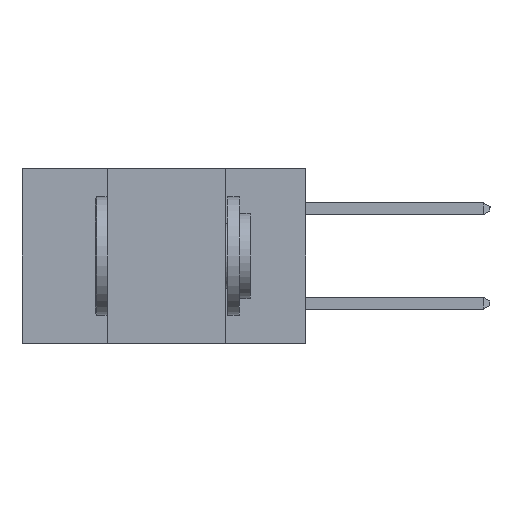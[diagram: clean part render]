
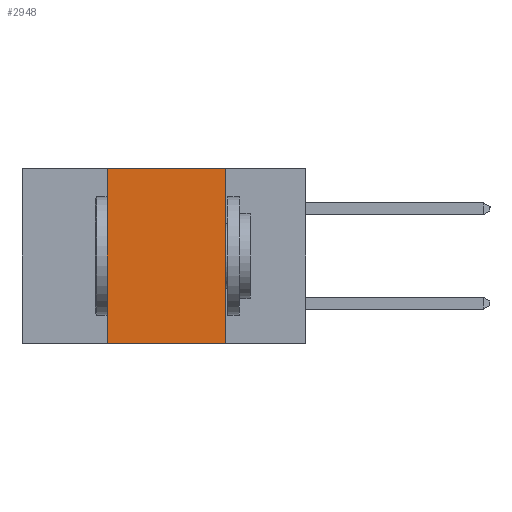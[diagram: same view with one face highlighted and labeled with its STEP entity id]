
A CAD part, left-side view. The second image highlights one B-rep face of the part: STEP entity #2948.
In plain terms, the highlighted planar face has unit normal (-1, 0, 0).
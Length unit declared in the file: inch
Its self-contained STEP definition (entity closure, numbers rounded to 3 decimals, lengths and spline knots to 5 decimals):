
#374 = PLANE ( 'NONE',  #19080 ) ;
#826 = VECTOR ( 'NONE', #9316, 39.37008 ) ;
#1496 = VECTOR ( 'NONE', #9162, 39.37008 ) ;
#2948 = ADVANCED_FACE ( 'NONE', ( #5570 ), #374, .F. ) ;
#3097 = LINE ( 'NONE', #3205, #15363 ) ;
#3205 = CARTESIAN_POINT ( 'NONE',  ( 0., 0.17, -0.37 ) ) ;
#4518 = ORIENTED_EDGE ( 'NONE', *, *, #4829, .T. ) ;
#4661 = VERTEX_POINT ( 'NONE', #19947 ) ;
#4794 = CARTESIAN_POINT ( 'NONE',  ( 0., 0.17, 0. ) ) ;
#4829 = EDGE_CURVE ( 'NONE', #15578, #4661, #11184, .T. ) ;
#5570 = FACE_OUTER_BOUND ( 'NONE', #9971, .T. ) ;
#7036 = EDGE_CURVE ( 'NONE', #16074, #13780, #15525, .T. ) ;
#9067 = LINE ( 'NONE', #15469, #1496 ) ;
#9162 = DIRECTION ( 'NONE',  ( 0., 0., 1. ) ) ;
#9316 = DIRECTION ( 'NONE',  ( 0., -1., 0. ) ) ;
#9438 = DIRECTION ( 'NONE',  ( 0., 0., -1. ) ) ;
#9678 = EDGE_CURVE ( 'NONE', #13780, #4661, #3097, .T. ) ;
#9679 = DIRECTION ( 'NONE',  ( 0., 0., -1. ) ) ;
#9961 = CARTESIAN_POINT ( 'NONE',  ( 0., 0.6, -0.37 ) ) ;
#9971 = EDGE_LOOP ( 'NONE', ( #19850, #19151, #10005, #4518 ) ) ;
#10005 = ORIENTED_EDGE ( 'NONE', *, *, #16723, .F. ) ;
#11092 = DIRECTION ( 'NONE',  ( 1., 0., 0. ) ) ;
#11184 = LINE ( 'NONE', #9961, #17628 ) ;
#13780 = VERTEX_POINT ( 'NONE', #4794 ) ;
#14239 = DIRECTION ( 'NONE',  ( 0., -1., 0. ) ) ;
#15363 = VECTOR ( 'NONE', #9438, 39.37008 ) ;
#15429 = CARTESIAN_POINT ( 'NONE',  ( 0., 0.6, 0. ) ) ;
#15469 = CARTESIAN_POINT ( 'NONE',  ( 0., 0.42, -0.37 ) ) ;
#15525 = LINE ( 'NONE', #15429, #826 ) ;
#15578 = VERTEX_POINT ( 'NONE', #17114 ) ;
#16074 = VERTEX_POINT ( 'NONE', #19014 ) ;
#16089 = CARTESIAN_POINT ( 'NONE',  ( 0., 0.6, 0. ) ) ;
#16723 = EDGE_CURVE ( 'NONE', #15578, #16074, #9067, .T. ) ;
#17114 = CARTESIAN_POINT ( 'NONE',  ( 0., 0.42, -0.37 ) ) ;
#17628 = VECTOR ( 'NONE', #14239, 39.37008 ) ;
#19014 = CARTESIAN_POINT ( 'NONE',  ( 0., 0.42, 0. ) ) ;
#19080 = AXIS2_PLACEMENT_3D ( 'NONE', #16089, #11092, #9679 ) ;
#19151 = ORIENTED_EDGE ( 'NONE', *, *, #7036, .F. ) ;
#19850 = ORIENTED_EDGE ( 'NONE', *, *, #9678, .F. ) ;
#19947 = CARTESIAN_POINT ( 'NONE',  ( 0., 0.17, -0.37 ) ) ;
